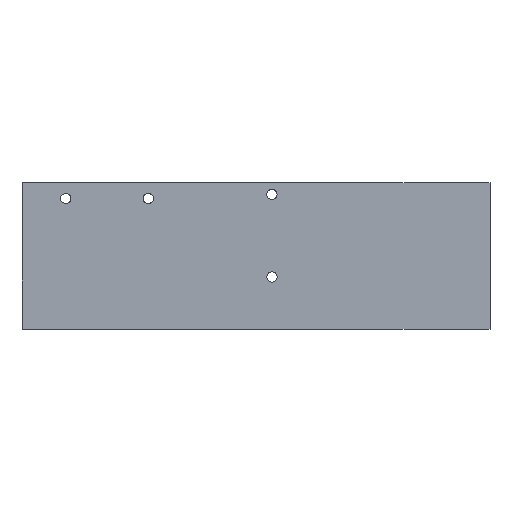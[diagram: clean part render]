
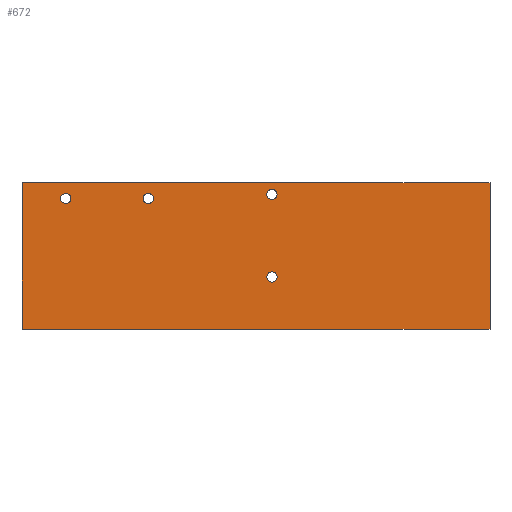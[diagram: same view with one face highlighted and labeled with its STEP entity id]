
A CAD part, top view. The second image highlights one B-rep face of the part: STEP entity #672.
In plain terms, the highlighted planar face has unit normal (0, 0, 1).
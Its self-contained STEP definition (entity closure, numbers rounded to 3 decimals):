
#31=FACE_BOUND('',#163,.T.);
#32=FACE_BOUND('',#164,.T.);
#33=FACE_BOUND('',#165,.T.);
#34=FACE_BOUND('',#166,.T.);
#50=PLANE('',#764);
#106=FACE_OUTER_BOUND('',#162,.T.);
#162=EDGE_LOOP('',(#617,#618,#619,#620));
#163=EDGE_LOOP('',(#621));
#164=EDGE_LOOP('',(#622));
#165=EDGE_LOOP('',(#623));
#166=EDGE_LOOP('',(#624));
#182=LINE('',#1013,#236);
#188=LINE('',#1036,#242);
#206=LINE('',#1113,#260);
#209=LINE('',#1118,#263);
#236=VECTOR('',#808,10.);
#242=VECTOR('',#832,10.);
#260=VECTOR('',#922,10.);
#263=VECTOR('',#927,10.);
#288=CIRCLE('',#724,3.175);
#292=CIRCLE('',#731,3.175);
#296=CIRCLE('',#738,3.175);
#300=CIRCLE('',#745,3.175);
#316=VERTEX_POINT('',#994);
#325=VERTEX_POINT('',#1011);
#333=VERTEX_POINT('',#1035);
#340=VERTEX_POINT('',#1060);
#344=VERTEX_POINT('',#1073);
#348=VERTEX_POINT('',#1086);
#352=VERTEX_POINT('',#1099);
#356=VERTEX_POINT('',#1112);
#388=EDGE_CURVE('',#325,#316,#182,.T.);
#398=EDGE_CURVE('',#333,#316,#188,.T.);
#411=EDGE_CURVE('',#340,#340,#288,.T.);
#417=EDGE_CURVE('',#344,#344,#292,.T.);
#423=EDGE_CURVE('',#348,#348,#296,.T.);
#429=EDGE_CURVE('',#352,#352,#300,.T.);
#434=EDGE_CURVE('',#325,#356,#206,.T.);
#437=EDGE_CURVE('',#333,#356,#209,.T.);
#617=ORIENTED_EDGE('',*,*,#398,.T.);
#618=ORIENTED_EDGE('',*,*,#388,.F.);
#619=ORIENTED_EDGE('',*,*,#434,.T.);
#620=ORIENTED_EDGE('',*,*,#437,.F.);
#621=ORIENTED_EDGE('',*,*,#411,.T.);
#622=ORIENTED_EDGE('',*,*,#417,.T.);
#623=ORIENTED_EDGE('',*,*,#423,.T.);
#624=ORIENTED_EDGE('',*,*,#429,.T.);
#672=ADVANCED_FACE('',(#106,#31,#32,#33,#34),#50,.T.);
#724=AXIS2_PLACEMENT_3D('',#1062,#860,#861);
#731=AXIS2_PLACEMENT_3D('',#1075,#876,#877);
#738=AXIS2_PLACEMENT_3D('',#1088,#892,#893);
#745=AXIS2_PLACEMENT_3D('',#1101,#908,#909);
#764=AXIS2_PLACEMENT_3D('',#1151,#963,#964);
#808=DIRECTION('',(1.,0.,0.));
#832=DIRECTION('',(0.,1.,0.));
#860=DIRECTION('center_axis',(0.,0.,-1.));
#861=DIRECTION('ref_axis',(-1.,0.,0.));
#876=DIRECTION('center_axis',(0.,0.,-1.));
#877=DIRECTION('ref_axis',(-1.,0.,0.));
#892=DIRECTION('center_axis',(0.,0.,-1.));
#893=DIRECTION('ref_axis',(-1.,0.,0.));
#908=DIRECTION('center_axis',(0.,0.,-1.));
#909=DIRECTION('ref_axis',(-1.,0.,0.));
#922=DIRECTION('',(0.,-1.,0.));
#927=DIRECTION('',(-1.,0.,0.));
#963=DIRECTION('center_axis',(0.,0.,1.));
#964=DIRECTION('ref_axis',(1.,0.,0.));
#994=CARTESIAN_POINT('',(109.583,35.,7.));
#1011=CARTESIAN_POINT('',(-178.67,35.,7.));
#1013=CARTESIAN_POINT('',(-192.5,35.,7.));
#1035=CARTESIAN_POINT('',(109.583,-55.,7.));
#1036=CARTESIAN_POINT('',(109.583,-32.5,7.));
#1060=CARTESIAN_POINT('',(-21.525,-22.9,7.));
#1062=CARTESIAN_POINT('Origin',(-24.7,-22.9,7.));
#1073=CARTESIAN_POINT('',(-21.566,27.9,7.));
#1075=CARTESIAN_POINT('Origin',(-24.741,27.9,7.));
#1086=CARTESIAN_POINT('',(-97.725,25.4,7.));
#1088=CARTESIAN_POINT('Origin',(-100.9,25.4,7.));
#1099=CARTESIAN_POINT('',(-148.525,25.4,7.));
#1101=CARTESIAN_POINT('Origin',(-151.7,25.4,7.));
#1112=CARTESIAN_POINT('',(-178.67,-55.,7.));
#1113=CARTESIAN_POINT('',(-178.67,12.5,7.));
#1118=CARTESIAN_POINT('',(192.5,-55.,7.));
#1151=CARTESIAN_POINT('Origin',(0.,-10.,7.));
